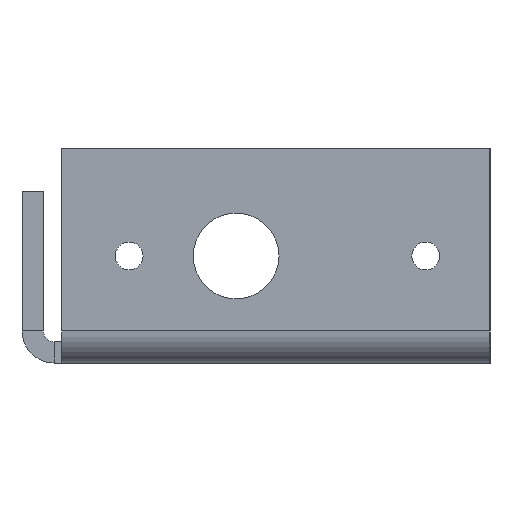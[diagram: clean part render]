
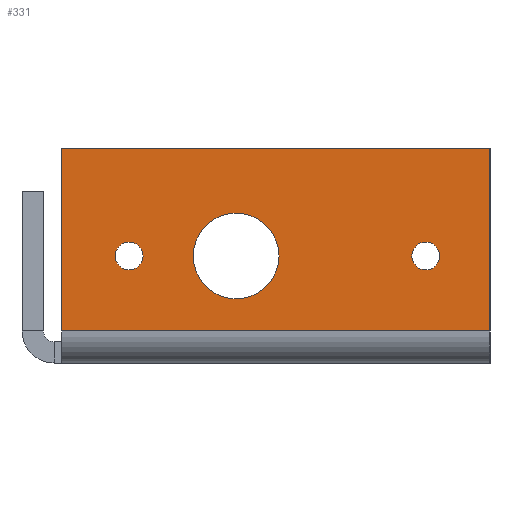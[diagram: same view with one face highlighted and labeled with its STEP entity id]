
A CAD part, left-side view. The second image highlights one B-rep face of the part: STEP entity #331.
In plain terms, the highlighted planar face has unit normal (-1, 0, 0).
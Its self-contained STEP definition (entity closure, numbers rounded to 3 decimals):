
#19 = CARTESIAN_POINT ( 'NONE',  ( -98., 20., 0. ) ) ;
#35 = EDGE_CURVE ( 'NONE', #350, #534, #1184, .T. ) ;
#55 = CARTESIAN_POINT ( 'NONE',  ( -98., 16.851, 5.65 ) ) ;
#69 = FACE_BOUND ( 'NONE', #792, .T. ) ;
#95 = VECTOR ( 'NONE', #1020, 1000. ) ;
#98 = EDGE_CURVE ( 'NONE', #103, #1370, #932, .T. ) ;
#103 = VERTEX_POINT ( 'NONE', #772 ) ;
#111 = DIRECTION ( 'NONE',  ( 0., 0., -1. ) ) ;
#130 = VERTEX_POINT ( 'NONE', #1339 ) ;
#163 = AXIS2_PLACEMENT_3D ( 'NONE', #19, #453, #111 ) ;
#174 = EDGE_CURVE ( 'NONE', #518, #978, #788, .T. ) ;
#179 = VECTOR ( 'NONE', #993, 1000. ) ;
#181 = CARTESIAN_POINT ( 'NONE',  ( -98., 0., 1.5 ) ) ;
#189 = VERTEX_POINT ( 'NONE', #1233 ) ;
#201 = EDGE_LOOP ( 'NONE', ( #258, #923 ) ) ;
#209 = CARTESIAN_POINT ( 'NONE',  ( -98., 11.851, 5. ) ) ;
#251 = LINE ( 'NONE', #664, #179 ) ;
#258 = ORIENTED_EDGE ( 'NONE', *, *, #35, .T. ) ;
#286 = EDGE_CURVE ( 'NONE', #464, #518, #1109, .T. ) ;
#300 = FACE_BOUND ( 'NONE', #201, .T. ) ;
#307 = CIRCLE ( 'NONE', #614, 2. ) ;
#317 = FACE_OUTER_BOUND ( 'NONE', #349, .T. ) ;
#326 = PLANE ( 'NONE',  #163 ) ;
#331 = ADVANCED_FACE ( 'NONE', ( #300, #69, #333, #317 ), #326, .F. ) ;
#333 = FACE_BOUND ( 'NONE', #1079, .T. ) ;
#335 = CARTESIAN_POINT ( 'NONE',  ( -98., 3., 5. ) ) ;
#343 = LINE ( 'NONE', #1033, #479 ) ;
#349 = EDGE_LOOP ( 'NONE', ( #825, #1170, #1387, #1265 ) ) ;
#350 = VERTEX_POINT ( 'NONE', #1217 ) ;
#375 = DIRECTION ( 'NONE',  ( 1., 0., 0. ) ) ;
#418 = EDGE_CURVE ( 'NONE', #670, #978, #251, .T. ) ;
#453 = DIRECTION ( 'NONE',  ( 1., 0., 0. ) ) ;
#464 = VERTEX_POINT ( 'NONE', #1135 ) ;
#479 = VECTOR ( 'NONE', #1362, 1000. ) ;
#515 = DIRECTION ( 'NONE',  ( 0., 0., -1. ) ) ;
#518 = VERTEX_POINT ( 'NONE', #893 ) ;
#534 = VERTEX_POINT ( 'NONE', #55 ) ;
#585 = ORIENTED_EDGE ( 'NONE', *, *, #724, .T. ) ;
#589 = CARTESIAN_POINT ( 'NONE',  ( -98., 11.851, 3. ) ) ;
#614 = AXIS2_PLACEMENT_3D ( 'NONE', #209, #1207, #1322 ) ;
#656 = CARTESIAN_POINT ( 'NONE',  ( -98., 20., 0. ) ) ;
#664 = CARTESIAN_POINT ( 'NONE',  ( -98., 0., 0. ) ) ;
#669 = DIRECTION ( 'NONE',  ( 0., 0., -1. ) ) ;
#670 = VERTEX_POINT ( 'NONE', #181 ) ;
#674 = CIRCLE ( 'NONE', #1001, 0.65 ) ;
#699 = EDGE_CURVE ( 'NONE', #130, #189, #887, .T. ) ;
#719 = AXIS2_PLACEMENT_3D ( 'NONE', #1287, #837, #515 ) ;
#724 = EDGE_CURVE ( 'NONE', #1370, #103, #307, .T. ) ;
#753 = CARTESIAN_POINT ( 'NONE',  ( -98., 0., 10. ) ) ;
#771 = DIRECTION ( 'NONE',  ( 0., 0., -1. ) ) ;
#772 = CARTESIAN_POINT ( 'NONE',  ( -98., 11.851, 7. ) ) ;
#784 = DIRECTION ( 'NONE',  ( 1., 0., 0. ) ) ;
#788 = LINE ( 'NONE', #1118, #95 ) ;
#792 = EDGE_LOOP ( 'NONE', ( #1154, #989 ) ) ;
#825 = ORIENTED_EDGE ( 'NONE', *, *, #418, .T. ) ;
#827 = EDGE_CURVE ( 'NONE', #534, #350, #674, .T. ) ;
#837 = DIRECTION ( 'NONE',  ( 1., 0., 0. ) ) ;
#887 = CIRCLE ( 'NONE', #1229, 0.65 ) ;
#893 = CARTESIAN_POINT ( 'NONE',  ( -98., 20., 10. ) ) ;
#899 = VECTOR ( 'NONE', #1071, 1000. ) ;
#919 = CIRCLE ( 'NONE', #719, 0.65 ) ;
#923 = ORIENTED_EDGE ( 'NONE', *, *, #827, .T. ) ;
#932 = CIRCLE ( 'NONE', #1288, 2. ) ;
#941 = EDGE_CURVE ( 'NONE', #189, #130, #919, .T. ) ;
#974 = CARTESIAN_POINT ( 'NONE',  ( -98., 16.851, 5. ) ) ;
#978 = VERTEX_POINT ( 'NONE', #753 ) ;
#989 = ORIENTED_EDGE ( 'NONE', *, *, #941, .T. ) ;
#993 = DIRECTION ( 'NONE',  ( 0., 0., 1. ) ) ;
#1000 = CARTESIAN_POINT ( 'NONE',  ( -98., 11.851, 5. ) ) ;
#1001 = AXIS2_PLACEMENT_3D ( 'NONE', #1136, #375, #1141 ) ;
#1016 = DIRECTION ( 'NONE',  ( 0., 0., -1. ) ) ;
#1020 = DIRECTION ( 'NONE',  ( 0., -1., 0. ) ) ;
#1033 = CARTESIAN_POINT ( 'NONE',  ( -98., 20., 1.5 ) ) ;
#1071 = DIRECTION ( 'NONE',  ( 0., 0., 1. ) ) ;
#1079 = EDGE_LOOP ( 'NONE', ( #585, #1099 ) ) ;
#1099 = ORIENTED_EDGE ( 'NONE', *, *, #98, .T. ) ;
#1109 = LINE ( 'NONE', #656, #899 ) ;
#1118 = CARTESIAN_POINT ( 'NONE',  ( -98., 20., 10. ) ) ;
#1135 = CARTESIAN_POINT ( 'NONE',  ( -98., 20., 1.5 ) ) ;
#1136 = CARTESIAN_POINT ( 'NONE',  ( -98., 16.851, 5. ) ) ;
#1141 = DIRECTION ( 'NONE',  ( 0., 0., -1. ) ) ;
#1154 = ORIENTED_EDGE ( 'NONE', *, *, #699, .T. ) ;
#1170 = ORIENTED_EDGE ( 'NONE', *, *, #174, .F. ) ;
#1184 = CIRCLE ( 'NONE', #1390, 0.65 ) ;
#1207 = DIRECTION ( 'NONE',  ( 1., 0., 0. ) ) ;
#1217 = CARTESIAN_POINT ( 'NONE',  ( -98., 16.851, 4.35 ) ) ;
#1226 = DIRECTION ( 'NONE',  ( 1., 0., 0. ) ) ;
#1229 = AXIS2_PLACEMENT_3D ( 'NONE', #335, #784, #771 ) ;
#1233 = CARTESIAN_POINT ( 'NONE',  ( -98., 3., 5.65 ) ) ;
#1265 = ORIENTED_EDGE ( 'NONE', *, *, #1282, .T. ) ;
#1282 = EDGE_CURVE ( 'NONE', #464, #670, #343, .T. ) ;
#1287 = CARTESIAN_POINT ( 'NONE',  ( -98., 3., 5. ) ) ;
#1288 = AXIS2_PLACEMENT_3D ( 'NONE', #1000, #1226, #1016 ) ;
#1313 = DIRECTION ( 'NONE',  ( 1., 0., 0. ) ) ;
#1322 = DIRECTION ( 'NONE',  ( 0., 0., -1. ) ) ;
#1339 = CARTESIAN_POINT ( 'NONE',  ( -98., 3., 4.35 ) ) ;
#1362 = DIRECTION ( 'NONE',  ( 0., -1., 0. ) ) ;
#1370 = VERTEX_POINT ( 'NONE', #589 ) ;
#1387 = ORIENTED_EDGE ( 'NONE', *, *, #286, .F. ) ;
#1390 = AXIS2_PLACEMENT_3D ( 'NONE', #974, #1313, #669 ) ;
